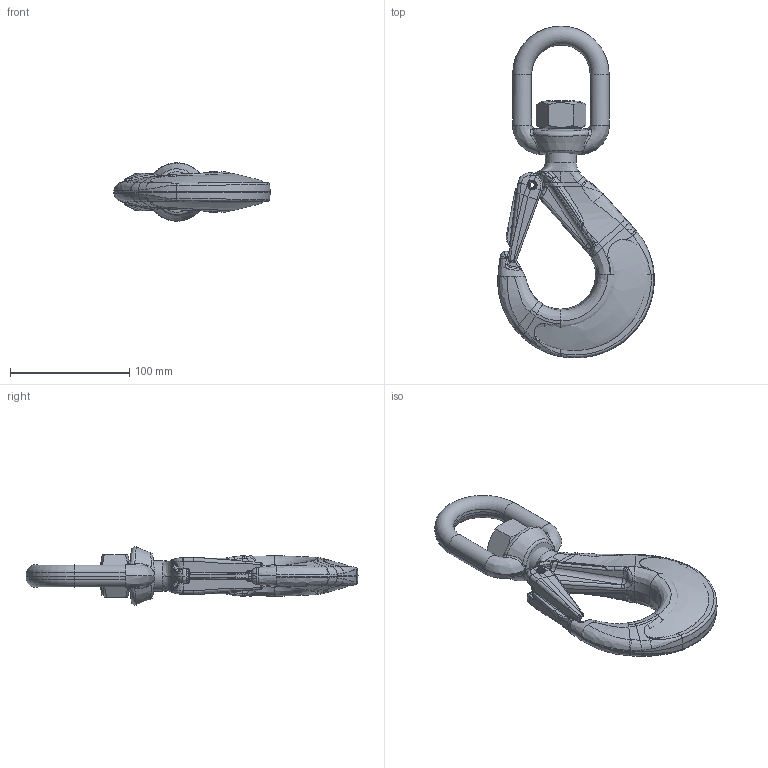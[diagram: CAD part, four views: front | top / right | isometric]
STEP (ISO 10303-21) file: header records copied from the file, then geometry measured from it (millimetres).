
FILE_DESCRIPTION(/* description */ (''),/* implementation_level */ '2;1');
FILE_NAME(/* name */ 'WSBW_13..stp',/* time_stamp */ '2012-01-17T11:26:06+01:00',/* author */ (''),/* organization */ (''),/* preprocessor_version */ 'ST-DEVELOPER v11',/* originating_system */ 'SIEMENS PLM Software NX 7.5',/* authorisation */ '');
FILE_SCHEMA (('AUTOMOTIVE_DESIGN { 1 0 10303 214 1 1 1 1 }'));
Products named in the file (1): kse2136xlkb
Bounding box: 131.27 x 278.12 x 49.03 mm (x, y, z)
Volume: 339922.6 mm3; surface area: 87630.8 mm2
Topology: 6 solids, 8 shells, 733 faces, 3217 edges, 2466 vertices
Faces by surface type: bspline 420, cylinder 137, plane 115, cone 30, revolution 12, extrusion 8, torus 7, sphere 4
Full cylindrical faces by diameter (mm): 4 x2, 8 x5, 24 x1, 26 x1
Entity records: 54081 total; most frequent: CARTESIAN_POINT 33693, ORIENTED_EDGE 6348, EDGE_CURVE 3178, B_SPLINE_CURVE_WITH_KNOTS 2565, VERTEX_POINT 2463, DIRECTION 1488, EDGE_LOOP 753, ADVANCED_FACE 733
